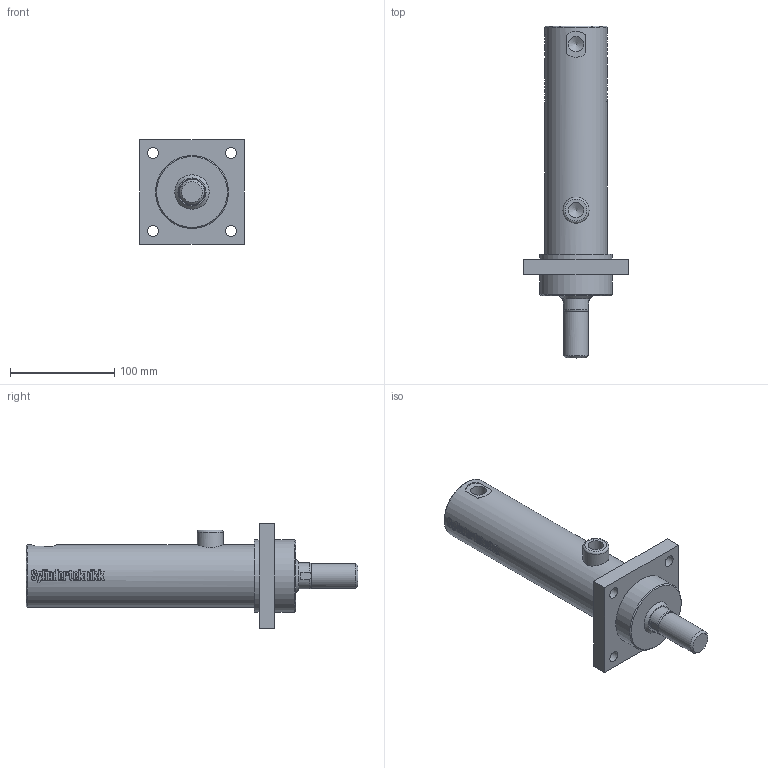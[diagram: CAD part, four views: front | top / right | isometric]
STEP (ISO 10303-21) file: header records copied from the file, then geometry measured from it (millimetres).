
FILE_DESCRIPTION((''),'2;1');
FILE_NAME('DVGF50_25.stp','2010-04-15T09:44:48',('tribel'),(''),'Autodesk Inventor 2009','Autodesk Inventor 2009','');
FILE_SCHEMA(('AUTOMOTIVE_DESIGN { 1 0 10303 214 1 1 1 1 }'));
Length unit declared in the file: millimetre
Products named in the file (4): DVGF50_25; DVGF50_25_body; DVGF50_25_stang; DVGF50_25_Parameters
Assembly tree (3 placements, depth 2):
  DVGF50_25
    DVGF50_25_body
    DVGF50_25_stang
    DVGF50_25_Parameters
Bounding box: 100 x 319 x 100 mm (x, y, z)
Volume: 740281.9 mm3; surface area: 137143.8 mm2
Topology: 2 solids, 3 shells, 471 faces, 1261 edges, 841 vertices
Faces by surface type: plane 260, bspline 150, cylinder 51, cone 6, torus 3, sphere 1
Full cylindrical faces by diameter (mm): 24 x1, 25 x3, 50 x2, 60 x1, 70 x2
Entity records: 44605 total; most frequent: CARTESIAN_POINT 34127, ORIENTED_EDGE 2428, DIRECTION 1554, EDGE_CURVE 1216, VERTEX_POINT 824, EDGE_LOOP 553, AXIS2_PLACEMENT_3D 522, VECTOR 510
